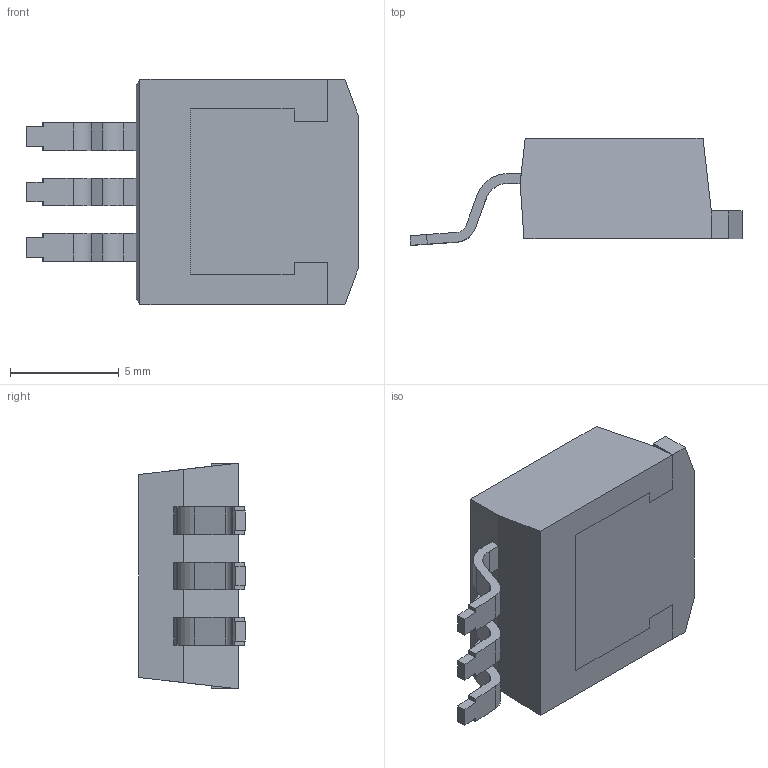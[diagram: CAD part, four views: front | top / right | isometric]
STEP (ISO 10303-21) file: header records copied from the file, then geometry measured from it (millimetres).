
FILE_DESCRIPTION (( 'STEP AP214' ), '1' );
FILE_NAME ('MIC29300-3.3WU.STEP', '2023-03-31T03:15:42', ( '' ), ( '' ), 'SwSTEP 2.0', 'SolidWorks 2017', '' );
FILE_SCHEMA (( 'AUTOMOTIVE_DESIGN' ));
Length unit declared in the file: inch
Products named in the file (2): MIC29300-3.3WU; MIC29300-3.3WU_MIC29300-3.3WU
Assembly tree (1 placements, depth 2):
  MIC29300-3.3WU
    MIC29300-3.3WU_MIC29300-3.3WU
Bounding box: 15.24 x 4.9 x 10.36 mm (x, y, z)
Volume: 414.5 mm3; surface area: 593.9 mm2
Topology: 6 solids, 6 shells, 94 faces, 241 edges, 160 vertices
Faces by surface type: plane 78, cylinder 16
Entity records: 2950 total; most frequent: CARTESIAN_POINT 499, ORIENTED_EDGE 482, DIRECTION 469, EDGE_CURVE 241, VECTOR 209, LINE 209, VERTEX_POINT 160, AXIS2_PLACEMENT_3D 130
